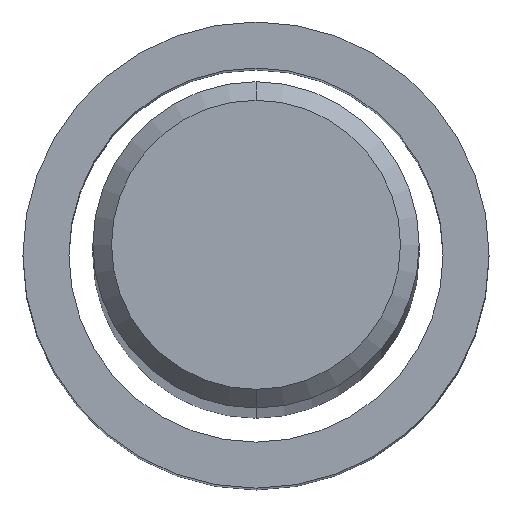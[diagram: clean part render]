
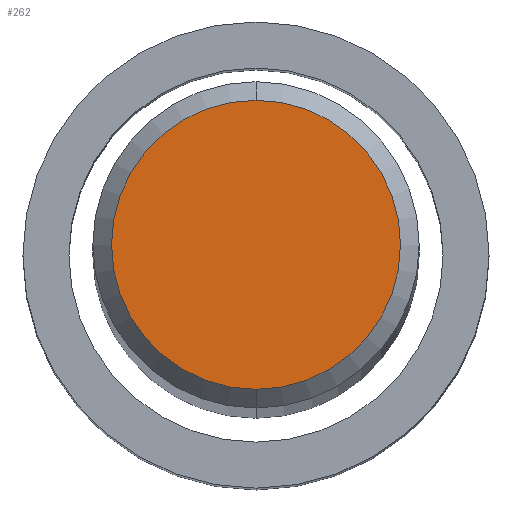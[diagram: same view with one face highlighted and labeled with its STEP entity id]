
A CAD part, top view. The second image highlights one B-rep face of the part: STEP entity #262.
In plain terms, the highlighted planar face has unit normal (0, 0, 1).
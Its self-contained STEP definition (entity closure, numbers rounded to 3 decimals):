
#188=EDGE_CURVE('',#420,#196,#487,.T.);
#196=VERTEX_POINT('',#496);
#262=ADVANCED_FACE('',(#567),#568,.T.);
#380=EDGE_CURVE('',#196,#420,#697,.T.);
#420=VERTEX_POINT('',#742);
#487=CIRCLE('',#814,3.1);
#496=CARTESIAN_POINT('',(0.0,3.1,0.0));
#567=FACE_OUTER_BOUND('',#987,.T.);
#568=PLANE('',#988);
#697=CIRCLE('',#1241,3.1);
#742=CARTESIAN_POINT('',(0.,-3.1,0.0));
#814=AXIS2_PLACEMENT_3D('',#1429,#1430,#1431);
#987=EDGE_LOOP('',(#1516,#1517));
#988=AXIS2_PLACEMENT_3D('',#1518,#1519,#1520);
#1241=AXIS2_PLACEMENT_3D('',#1666,#1667,#1668);
#1429=CARTESIAN_POINT('',(0.0,0.0,0.0));
#1430=DIRECTION('',(0.0,0.0,-1.0));
#1431=DIRECTION('',(0.0,1.0,0.0));
#1516=ORIENTED_EDGE('',*,*,#380,.F.);
#1517=ORIENTED_EDGE('',*,*,#188,.F.);
#1518=CARTESIAN_POINT('',(0.0,1.55,0.0));
#1519=DIRECTION('',(-0.0,0.0,1.0));
#1520=DIRECTION('',(0.0,-1.0,0.0));
#1666=CARTESIAN_POINT('',(0.0,0.0,0.0));
#1667=DIRECTION('',(0.0,0.0,-1.0));
#1668=DIRECTION('',(0.0,1.0,0.0));
